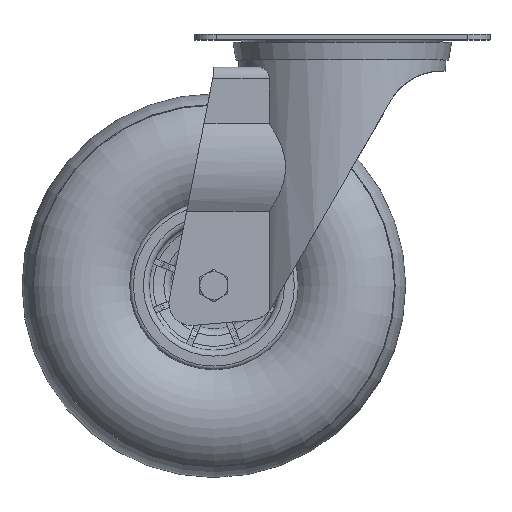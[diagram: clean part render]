
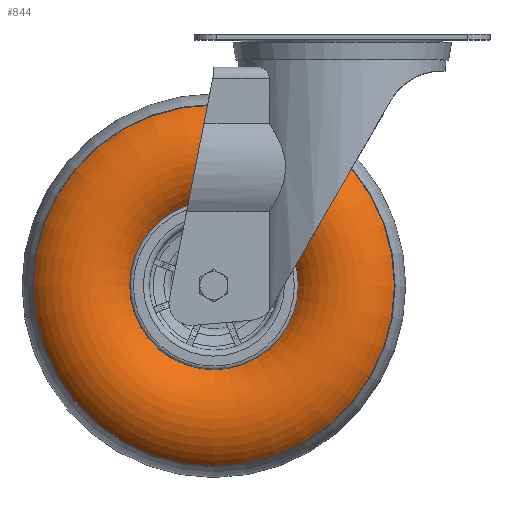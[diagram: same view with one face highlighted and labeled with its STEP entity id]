
A CAD part, top view. The second image highlights one B-rep face of the part: STEP entity #844.
In plain terms, the highlighted toroidal (fillet/blend) face has major radius 89.339 mm and minor radius 40.7 mm.
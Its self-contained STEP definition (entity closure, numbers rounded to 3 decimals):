
#844 = ADVANCED_FACE( '', ( #1929, #1930 ), #1931, .T. );
#1929 = FACE_OUTER_BOUND( '', #3310, .T. );
#1930 = FACE_OUTER_BOUND( '', #3311, .T. );
#1931 = TOROIDAL_SURFACE( '', #3312, 89.339, 40.7 );
#3310 = EDGE_LOOP( '', ( #5522 ) );
#3311 = EDGE_LOOP( '', ( #5523 ) );
#3312 = AXIS2_PLACEMENT_3D( '', #5524, #5525, #5526 );
#5522 = ORIENTED_EDGE( '', *, *, #8874, .T. );
#5523 = ORIENTED_EDGE( '', *, *, #8875, .F. );
#5524 = CARTESIAN_POINT( '', ( 35.212, 0., 0. ) );
#5525 = DIRECTION( '', ( 1., 0., 0. ) );
#5526 = DIRECTION( '', ( 0., 0., -1. ) );
#8874 = EDGE_CURVE( '', #10921, #10921, #10922, .T. );
#8875 = EDGE_CURVE( '', #10923, #10923, #10924, .T. );
#10921 = VERTEX_POINT( '', #14942 );
#10922 = CIRCLE( '', #14943, 57. );
#10923 = VERTEX_POINT( '', #14944 );
#10924 = CIRCLE( '', #14945, 122.419 );
#14942 = CARTESIAN_POINT( '', ( 10.5, 0., -57. ) );
#14943 = AXIS2_PLACEMENT_3D( '', #18217, #18218, #18219 );
#14944 = CARTESIAN_POINT( '', ( 11.5, 0., -122.419 ) );
#14945 = AXIS2_PLACEMENT_3D( '', #18220, #18221, #18222 );
#18217 = CARTESIAN_POINT( '', ( 10.5, 0., 0. ) );
#18218 = DIRECTION( '', ( 1., 0., 0. ) );
#18219 = DIRECTION( '', ( 0., 0., -1. ) );
#18220 = CARTESIAN_POINT( '', ( 11.5, 0., 0. ) );
#18221 = DIRECTION( '', ( 1., 0., 0. ) );
#18222 = DIRECTION( '', ( 0., 0., -1. ) );
